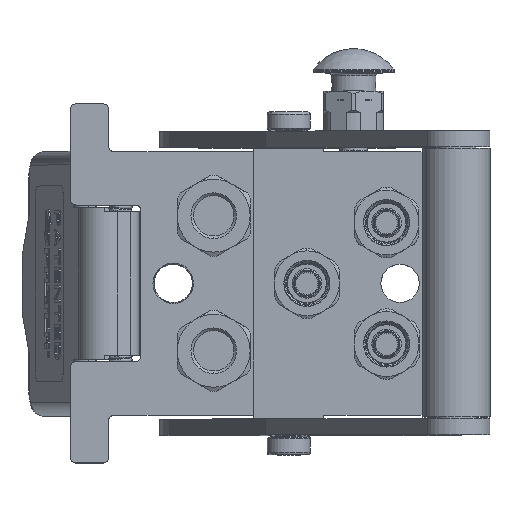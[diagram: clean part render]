
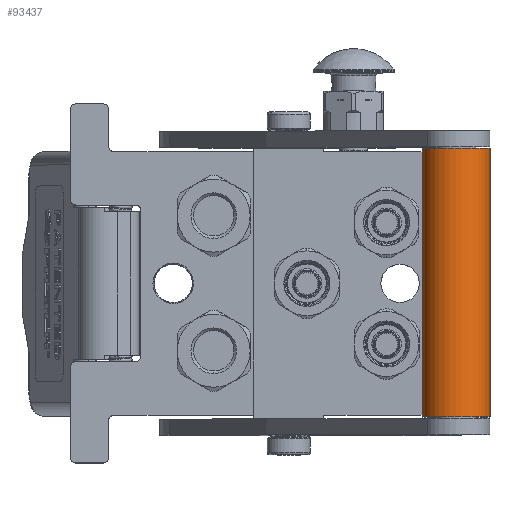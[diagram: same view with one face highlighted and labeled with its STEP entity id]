
A CAD part, top view. The second image highlights one B-rep face of the part: STEP entity #93437.
In plain terms, the highlighted cylindrical face has radius 12.5 mm (diameter 25 mm), a partial arc.
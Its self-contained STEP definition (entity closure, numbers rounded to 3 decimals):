
#228 = EDGE_LOOP ( 'NONE', ( #7121, #47728, #57336, #54814 ) ) ;
#1434 = AXIS2_PLACEMENT_3D ( 'NONE', #109161, #35339, #99158 ) ;
#2313 = AXIS2_PLACEMENT_3D ( 'NONE', #127566, #3351, #65007 ) ;
#3351 = DIRECTION ( 'NONE',  ( -1., 0., 0. ) ) ;
#7121 = ORIENTED_EDGE ( 'NONE', *, *, #113035, .T. ) ;
#9698 = CARTESIAN_POINT ( 'NONE',  ( 4.5, 0., 12.5 ) ) ;
#17627 = CARTESIAN_POINT ( 'NONE',  ( 4.5, 0., 0. ) ) ;
#22771 = AXIS2_PLACEMENT_3D ( 'NONE', #17627, #118982, #125275 ) ;
#31241 = CARTESIAN_POINT ( 'NONE',  ( 104., 0., -12.5 ) ) ;
#33261 = EDGE_CURVE ( 'NONE', #100311, #130613, #122840, .T. ) ;
#35339 = DIRECTION ( 'NONE',  ( -1., 0., 0. ) ) ;
#40901 = CARTESIAN_POINT ( 'NONE',  ( 4.5, 0., -12.5 ) ) ;
#41285 = VERTEX_POINT ( 'NONE', #64037 ) ;
#42689 = LINE ( 'NONE', #118700, #127133 ) ;
#47728 = ORIENTED_EDGE ( 'NONE', *, *, #123773, .T. ) ;
#54814 = ORIENTED_EDGE ( 'NONE', *, *, #33261, .F. ) ;
#57336 = ORIENTED_EDGE ( 'NONE', *, *, #129325, .F. ) ;
#61087 = CYLINDRICAL_SURFACE ( 'NONE', #1434, 12.5 ) ;
#64037 = CARTESIAN_POINT ( 'NONE',  ( 104., 0., 12.5 ) ) ;
#65007 = DIRECTION ( 'NONE',  ( 0., 0., -1. ) ) ;
#67682 = VECTOR ( 'NONE', #104627, 1000. ) ;
#70698 = CIRCLE ( 'NONE', #22771, 12.5 ) ;
#74102 = FACE_OUTER_BOUND ( 'NONE', #228, .T. ) ;
#87945 = DIRECTION ( 'NONE',  ( -1., 0., 0. ) ) ;
#93437 = ADVANCED_FACE ( 'NONE', ( #74102 ), #61087, .T. ) ;
#99158 = DIRECTION ( 'NONE',  ( 0., 0., 1. ) ) ;
#100311 = VERTEX_POINT ( 'NONE', #110751 ) ;
#103543 = CIRCLE ( 'NONE', #2313, 12.5 ) ;
#104627 = DIRECTION ( 'NONE',  ( -1., 0., 0. ) ) ;
#109161 = CARTESIAN_POINT ( 'NONE',  ( -5.425, 0., 0. ) ) ;
#110751 = CARTESIAN_POINT ( 'NONE',  ( 104., 0., -12.5 ) ) ;
#113035 = EDGE_CURVE ( 'NONE', #100311, #41285, #103543, .T. ) ;
#118700 = CARTESIAN_POINT ( 'NONE',  ( 104., 0., 12.5 ) ) ;
#118982 = DIRECTION ( 'NONE',  ( -1., 0., 0. ) ) ;
#122840 = LINE ( 'NONE', #31241, #67682 ) ;
#123773 = EDGE_CURVE ( 'NONE', #41285, #132823, #42689, .T. ) ;
#125275 = DIRECTION ( 'NONE',  ( 0., 0., -1. ) ) ;
#127133 = VECTOR ( 'NONE', #87945, 1000. ) ;
#127566 = CARTESIAN_POINT ( 'NONE',  ( 104., 0., 0. ) ) ;
#129325 = EDGE_CURVE ( 'NONE', #130613, #132823, #70698, .T. ) ;
#130613 = VERTEX_POINT ( 'NONE', #40901 ) ;
#132823 = VERTEX_POINT ( 'NONE', #9698 ) ;
